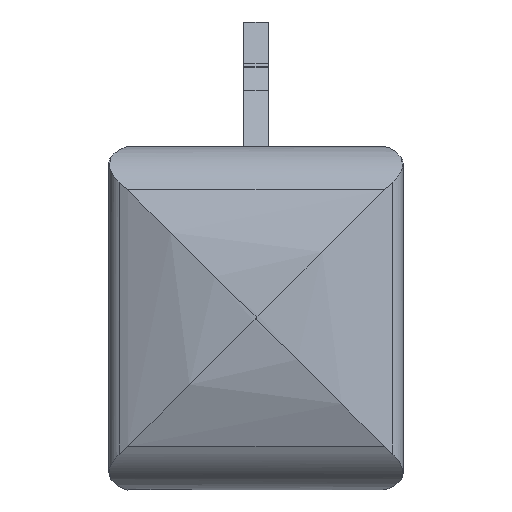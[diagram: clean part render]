
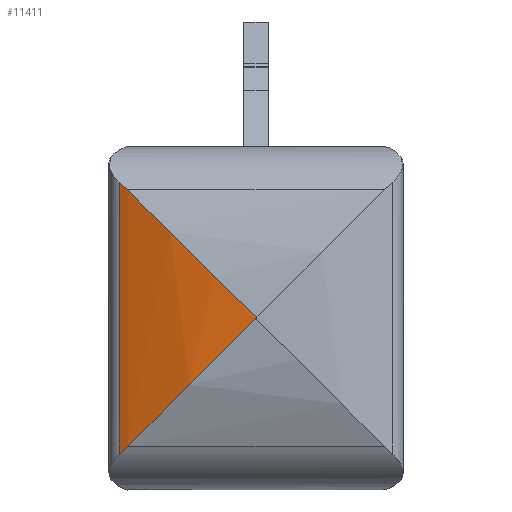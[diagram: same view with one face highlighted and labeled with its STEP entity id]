
A CAD part, top view. The second image highlights one B-rep face of the part: STEP entity #11411.
In plain terms, the highlighted cylindrical face has radius 25 mm (diameter 50 mm), a partial arc.
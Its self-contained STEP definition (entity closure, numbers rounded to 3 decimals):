
#11337=AXIS2_PLACEMENT_3D('Cylinder Axis2P3D',#11334,#11335,#11336) ;
#11113=CARTESIAN_POINT('Vertex',(0.837,24.844,137.612)) ;
#11117=CARTESIAN_POINT('Control Point',(0.837,24.844,137.612)) ;
#11118=CARTESIAN_POINT('Control Point',(1.07,24.654,137.726)) ;
#11119=CARTESIAN_POINT('Control Point',(1.296,24.453,137.833)) ;
#11120=CARTESIAN_POINT('Control Point',(1.512,24.237,137.932)) ;
#11121=CARTESIAN_POINT('Vertex',(1.512,24.237,137.932)) ;
#11215=CARTESIAN_POINT('Vertex',(1.512,3.513,137.932)) ;
#11219=CARTESIAN_POINT('Control Point',(1.512,3.513,137.932)) ;
#11220=CARTESIAN_POINT('Control Point',(1.296,3.297,137.833)) ;
#11221=CARTESIAN_POINT('Control Point',(1.07,3.095,137.726)) ;
#11222=CARTESIAN_POINT('Control Point',(0.837,2.905,137.612)) ;
#11223=CARTESIAN_POINT('Vertex',(0.837,2.905,137.612)) ;
#11320=CARTESIAN_POINT('Line Origine',(0.837,40.,137.612)) ;
#11334=CARTESIAN_POINT('Axis2P3D Location',(11.874,40.,115.18)) ;
#11340=CARTESIAN_POINT('Control Point',(11.874,13.747,140.18)) ;
#11341=CARTESIAN_POINT('Control Point',(11.851,13.746,140.18)) ;
#11342=CARTESIAN_POINT('Control Point',(11.829,13.741,140.18)) ;
#11343=CARTESIAN_POINT('Control Point',(11.807,13.732,140.18)) ;
#11344=CARTESIAN_POINT('Control Point',(11.768,13.71,140.18)) ;
#11345=CARTESIAN_POINT('Control Point',(11.731,13.683,140.18)) ;
#11346=CARTESIAN_POINT('Control Point',(11.713,13.67,140.179)) ;
#11347=CARTESIAN_POINT('Control Point',(11.621,13.594,140.179)) ;
#11348=CARTESIAN_POINT('Control Point',(11.534,13.513,140.178)) ;
#11349=CARTESIAN_POINT('Control Point',(11.465,13.447,140.177)) ;
#11350=CARTESIAN_POINT('Control Point',(11.326,13.313,140.174)) ;
#11351=CARTESIAN_POINT('Control Point',(11.19,13.179,140.171)) ;
#11352=CARTESIAN_POINT('Control Point',(11.121,13.111,140.169)) ;
#11353=CARTESIAN_POINT('Control Point',(10.763,12.758,140.157)) ;
#11354=CARTESIAN_POINT('Control Point',(10.408,12.403,140.139)) ;
#11355=CARTESIAN_POINT('Control Point',(10.12,12.116,140.121)) ;
#11356=CARTESIAN_POINT('Control Point',(9.357,11.355,140.061)) ;
#11357=CARTESIAN_POINT('Control Point',(8.596,10.595,139.971)) ;
#11358=CARTESIAN_POINT('Control Point',(8.075,10.074,139.897)) ;
#11359=CARTESIAN_POINT('Control Point',(6.459,8.458,139.625)) ;
#11360=CARTESIAN_POINT('Control Point',(4.855,6.855,139.218)) ;
#11361=CARTESIAN_POINT('Control Point',(3.728,5.728,138.86)) ;
#11362=CARTESIAN_POINT('Control Point',(2.611,4.612,138.432)) ;
#11363=CARTESIAN_POINT('Control Point',(1.512,3.513,137.932)) ;
#11364=CARTESIAN_POINT('Vertex',(11.876,13.747,140.18)) ;
#11367=CARTESIAN_POINT('Line Origine',(11.874,40.,140.18)) ;
#11371=CARTESIAN_POINT('Vertex',(11.876,14.003,140.18)) ;
#11375=CARTESIAN_POINT('Control Point',(1.512,24.237,137.932)) ;
#11376=CARTESIAN_POINT('Control Point',(2.176,23.573,138.234)) ;
#11377=CARTESIAN_POINT('Control Point',(2.845,22.904,138.51)) ;
#11378=CARTESIAN_POINT('Control Point',(3.519,22.23,138.759)) ;
#11379=CARTESIAN_POINT('Control Point',(4.66,21.09,139.136)) ;
#11380=CARTESIAN_POINT('Control Point',(5.811,19.938,139.441)) ;
#11381=CARTESIAN_POINT('Control Point',(6.288,19.462,139.555)) ;
#11382=CARTESIAN_POINT('Control Point',(7.252,18.498,139.761)) ;
#11383=CARTESIAN_POINT('Control Point',(8.221,17.53,139.919)) ;
#11384=CARTESIAN_POINT('Control Point',(8.702,17.049,139.985)) ;
#11385=CARTESIAN_POINT('Control Point',(9.335,16.417,140.057)) ;
#11386=CARTESIAN_POINT('Control Point',(9.968,15.784,140.108)) ;
#11387=CARTESIAN_POINT('Control Point',(10.1,15.653,140.117)) ;
#11388=CARTESIAN_POINT('Control Point',(10.336,15.418,140.133)) ;
#11389=CARTESIAN_POINT('Control Point',(10.572,15.183,140.147)) ;
#11390=CARTESIAN_POINT('Control Point',(10.704,15.051,140.153)) ;
#11391=CARTESIAN_POINT('Control Point',(10.969,14.787,140.165)) ;
#11392=CARTESIAN_POINT('Control Point',(11.236,14.525,140.172)) ;
#11393=CARTESIAN_POINT('Control Point',(11.297,14.465,140.174)) ;
#11394=CARTESIAN_POINT('Control Point',(11.443,14.323,140.177)) ;
#11395=CARTESIAN_POINT('Control Point',(11.592,14.184,140.178)) ;
#11396=CARTESIAN_POINT('Control Point',(11.617,14.162,140.179)) ;
#11397=CARTESIAN_POINT('Control Point',(11.686,14.099,140.179)) ;
#11398=CARTESIAN_POINT('Control Point',(11.762,14.042,140.18)) ;
#11399=CARTESIAN_POINT('Control Point',(11.795,14.018,140.18)) ;
#11400=CARTESIAN_POINT('Control Point',(11.834,14.003,140.18)) ;
#11401=CARTESIAN_POINT('Control Point',(11.874,14.003,140.18)) ;
#11321=DIRECTION('Vector Direction',(0.,1.,0.)) ;
#11335=DIRECTION('Axis2P3D Direction',(0.,1.,0.)) ;
#11336=DIRECTION('Axis2P3D XDirection',(0.,0.,-1.)) ;
#11368=DIRECTION('Vector Direction',(0.,1.,0.)) ;
#11322=VECTOR('Line Direction',#11321,1.) ;
#11369=VECTOR('Line Direction',#11368,1.) ;
#11404=ORIENTED_EDGE('',*,*,#11324,.T.) ;
#11405=ORIENTED_EDGE('',*,*,#11225,.F.) ;
#11406=ORIENTED_EDGE('',*,*,#11366,.F.) ;
#11407=ORIENTED_EDGE('',*,*,#11373,.F.) ;
#11408=ORIENTED_EDGE('',*,*,#11402,.F.) ;
#11409=ORIENTED_EDGE('',*,*,#11123,.F.) ;
#11411=ADVANCED_FACE('V1',(#11410),#11338,.T.) ;
#11116=B_SPLINE_CURVE_WITH_KNOTS('',3,(#11117,#11118,#11119,#11120),.UNSPECIFIED.,.F.,.U.,(4,4),(0.,1.363),.UNSPECIFIED.) ;
#11218=B_SPLINE_CURVE_WITH_KNOTS('',3,(#11219,#11220,#11221,#11222),.UNSPECIFIED.,.F.,.U.,(4,4),(0.,1.363),.UNSPECIFIED.) ;
#11339=B_SPLINE_CURVE_WITH_KNOTS('',5,(#11340,#11341,#11342,#11343,#11344,#11345,#11346,#11347,#11348,#11349,#11350,#11351,#11352,#11353,#11354,#11355,#11356,#11357,#11358,#11359,#11360,#11361,#11362,#11363),.UNSPECIFIED.,.F.,.U.,(6,3,3,3,3,3,3,6),(0.,0.159,0.319,0.998,1.677,4.552,9.306,20.846),.UNSPECIFIED.) ;
#11374=B_SPLINE_CURVE_WITH_KNOTS('',5,(#11375,#11376,#11377,#11378,#11379,#11380,#11381,#11382,#11383,#11384,#11385,#11386,#11387,#11388,#11389,#11390,#11391,#11392,#11393,#11394,#11395,#11396,#11397,#11398,#11399,#11400,#11401),.UNSPECIFIED.,.F.,.U.,(6,3,3,3,3,3,3,3,6),(0.,6.971,11.717,16.463,18.06,19.657,20.706,21.097,21.373),.UNSPECIFIED.) ;
#11338=CYLINDRICAL_SURFACE('generated cylinder',#11337,25.) ;
#11123=EDGE_CURVE('',#11114,#11122,#11116,.T.) ;
#11225=EDGE_CURVE('',#11216,#11224,#11218,.T.) ;
#11324=EDGE_CURVE('',#11114,#11224,#11323,.F.) ;
#11366=EDGE_CURVE('',#11365,#11216,#11339,.T.) ;
#11373=EDGE_CURVE('',#11372,#11365,#11370,.F.) ;
#11402=EDGE_CURVE('',#11122,#11372,#11374,.T.) ;
#11403=EDGE_LOOP('',(#11404,#11405,#11406,#11407,#11408,#11409)) ;
#11410=FACE_OUTER_BOUND('',#11403,.T.) ;
#11323=LINE('Line',#11320,#11322) ;
#11370=LINE('Line',#11367,#11369) ;
#11114=VERTEX_POINT('',#11113) ;
#11122=VERTEX_POINT('',#11121) ;
#11216=VERTEX_POINT('',#11215) ;
#11224=VERTEX_POINT('',#11223) ;
#11365=VERTEX_POINT('',#11364) ;
#11372=VERTEX_POINT('',#11371) ;
